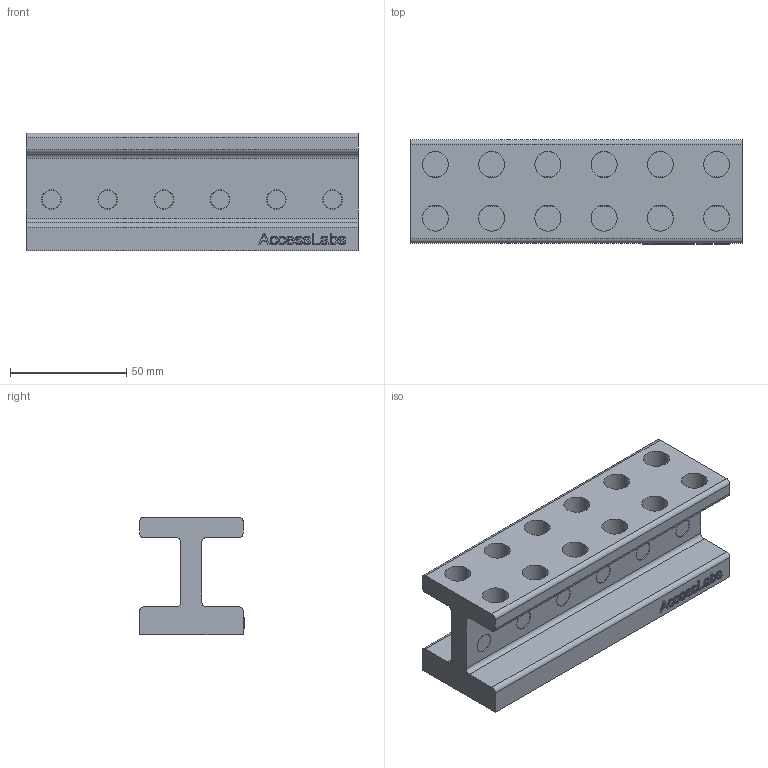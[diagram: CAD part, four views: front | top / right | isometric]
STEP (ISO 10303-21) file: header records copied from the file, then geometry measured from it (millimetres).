
FILE_DESCRIPTION(/* description */ (''),/* implementation_level */ '2;1');
FILE_NAME(/* name */ 'Magnetic Rack Final.step',/* time_stamp */ '2025-08-23T16:00:55+01:00',/* author */ (''),/* organization */ (''),/* preprocessor_version */ 'ST-DEVELOPER v20.1',/* originating_system */ 'Autodesk Translation Framework v14.10.0.0',/* authorisation */ '');
FILE_SCHEMA (('AUTOMOTIVE_DESIGN { 1 0 10303 214 3 1 1 }'));
Length unit declared in the file: millimetre
Products named in the file (2): 2025-07-11-11-31-21-621; 2025-07-11-15-58-54-091
Assembly tree (1 placements, depth 2):
  2025-07-11-11-31-21-621
    2025-07-11-15-58-54-091
Bounding box: 143 x 45.1 x 50.8 mm (x, y, z)
Volume: 160594.4 mm3; surface area: 42219.6 mm2
Topology: 7 solids, 7 shells, 326 faces, 894 edges, 596 vertices
Faces by surface type: bspline 195, plane 91, cylinder 40
Full cylindrical faces by diameter (mm): 8 x6, 8.2 x6, 8.4 x6, 11.2 x12
Entity records: 12425 total; most frequent: CARTESIAN_POINT 5248, ORIENTED_EDGE 1788, EDGE_CURVE 894, DIRECTION 852, VERTEX_POINT 596, B_SPLINE_CURVE_WITH_KNOTS 402, LINE 400, VECTOR 400
